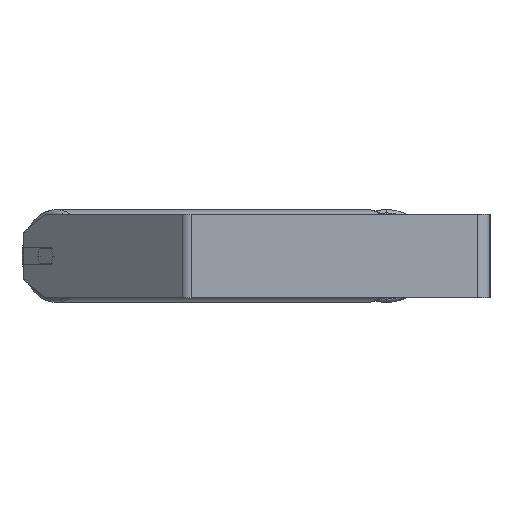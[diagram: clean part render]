
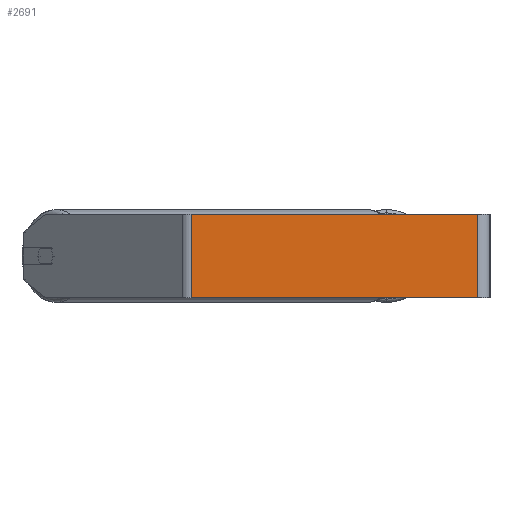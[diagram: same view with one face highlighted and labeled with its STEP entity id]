
A CAD part, left-side view. The second image highlights one B-rep face of the part: STEP entity #2691.
In plain terms, the highlighted planar face has unit normal (-1, 0, 0).
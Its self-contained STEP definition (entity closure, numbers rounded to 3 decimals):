
#32 = VERTEX_POINT ( 'NONE', #326 ) ;
#54 = ORIENTED_EDGE ( 'NONE', *, *, #4438, .T. ) ;
#283 = EDGE_CURVE ( 'NONE', #2505, #32, #4125, .T. ) ;
#326 = CARTESIAN_POINT ( 'NONE',  ( -700., 12., -40. ) ) ;
#1334 = AXIS2_PLACEMENT_3D ( 'NONE', #8648, #8030, #5306 ) ;
#1355 = FACE_OUTER_BOUND ( 'NONE', #8745, .T. ) ;
#2096 = CARTESIAN_POINT ( 'NONE',  ( -700., 290.881, -40. ) ) ;
#2325 = VECTOR ( 'NONE', #2642, 1000. ) ;
#2334 = ORIENTED_EDGE ( 'NONE', *, *, #8502, .F. ) ;
#2361 = VECTOR ( 'NONE', #6060, 1000. ) ;
#2505 = VERTEX_POINT ( 'NONE', #3844 ) ;
#2642 = DIRECTION ( 'NONE',  ( 0., -1., 0. ) ) ;
#2691 = ADVANCED_FACE ( 'NONE', ( #1355 ), #3314, .F. ) ;
#3314 = PLANE ( 'NONE',  #1334 ) ;
#3409 = EDGE_CURVE ( 'NONE', #6386, #32, #4248, .T. ) ;
#3463 = ORIENTED_EDGE ( 'NONE', *, *, #3409, .F. ) ;
#3590 = DIRECTION ( 'NONE',  ( 0., 0., -1. ) ) ;
#3844 = CARTESIAN_POINT ( 'NONE',  ( -700., 285.911, -40. ) ) ;
#4097 = ORIENTED_EDGE ( 'NONE', *, *, #283, .T. ) ;
#4125 = LINE ( 'NONE', #2096, #6262 ) ;
#4248 = LINE ( 'NONE', #6938, #4463 ) ;
#4438 = EDGE_CURVE ( 'NONE', #8564, #2505, #7380, .T. ) ;
#4463 = VECTOR ( 'NONE', #3590, 1000. ) ;
#4724 = LINE ( 'NONE', #6651, #2325 ) ;
#5306 = DIRECTION ( 'NONE',  ( 0., 0., -1. ) ) ;
#5400 = CARTESIAN_POINT ( 'NONE',  ( -700., 285.911, 40. ) ) ;
#6060 = DIRECTION ( 'NONE',  ( 0., 0., -1. ) ) ;
#6123 = CARTESIAN_POINT ( 'NONE',  ( -700., 12., 40. ) ) ;
#6262 = VECTOR ( 'NONE', #8729, 1000. ) ;
#6386 = VERTEX_POINT ( 'NONE', #6123 ) ;
#6651 = CARTESIAN_POINT ( 'NONE',  ( -700., 290.881, 40. ) ) ;
#6938 = CARTESIAN_POINT ( 'NONE',  ( -700., 12., 40. ) ) ;
#7380 = LINE ( 'NONE', #5400, #2361 ) ;
#7628 = CARTESIAN_POINT ( 'NONE',  ( -700., 285.911, 40. ) ) ;
#8030 = DIRECTION ( 'NONE',  ( 1., 0., 0. ) ) ;
#8502 = EDGE_CURVE ( 'NONE', #8564, #6386, #4724, .T. ) ;
#8564 = VERTEX_POINT ( 'NONE', #7628 ) ;
#8648 = CARTESIAN_POINT ( 'NONE',  ( -700., 290.881, 40. ) ) ;
#8729 = DIRECTION ( 'NONE',  ( 0., -1., 0. ) ) ;
#8745 = EDGE_LOOP ( 'NONE', ( #4097, #3463, #2334, #54 ) ) ;
